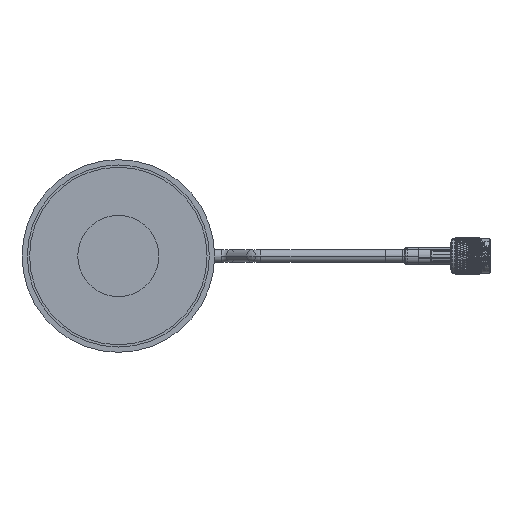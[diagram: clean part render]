
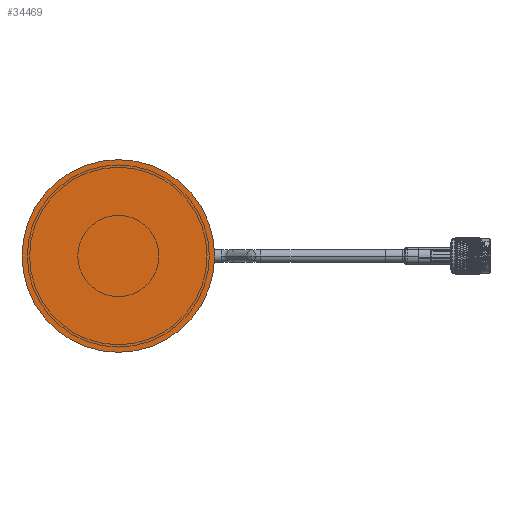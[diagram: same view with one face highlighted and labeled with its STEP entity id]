
A CAD part, front view. The second image highlights one B-rep face of the part: STEP entity #34469.
In plain terms, the highlighted planar face has unit normal (0, -1, 0).
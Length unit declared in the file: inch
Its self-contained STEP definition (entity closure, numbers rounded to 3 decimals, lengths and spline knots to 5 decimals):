
#6625 = CARTESIAN_POINT ( 'NONE',  ( 0., -0.00984, 0. ) ) ;
#7334 = CARTESIAN_POINT ( 'NONE',  ( 0., -0.00984, 1.49606 ) ) ;
#8044 = CARTESIAN_POINT ( 'NONE',  ( 0., -0.00984, 0. ) ) ;
#21097 = AXIS2_PLACEMENT_3D ( 'NONE', #6625, #75560, #58085 ) ;
#22383 = DIRECTION ( 'NONE',  ( 0., 0., -1. ) ) ;
#25604 = FACE_OUTER_BOUND ( 'NONE', #31204, .T. ) ;
#30637 = CIRCLE ( 'NONE', #65807, 1.49606 ) ;
#31204 = EDGE_LOOP ( 'NONE', ( #89843, #49756 ) ) ;
#34469 = ADVANCED_FACE ( 'NONE', ( #25604 ), #97380, .F. ) ;
#41599 = CIRCLE ( 'NONE', #21097, 1.49606 ) ;
#43700 = DIRECTION ( 'NONE',  ( 0., 1., 0. ) ) ;
#47260 = AXIS2_PLACEMENT_3D ( 'NONE', #8044, #43700, #53036 ) ;
#49756 = ORIENTED_EDGE ( 'NONE', *, *, #77544, .F. ) ;
#53036 = DIRECTION ( 'NONE',  ( 0., 0., 1. ) ) ;
#58023 = DIRECTION ( 'NONE',  ( 0., 1., 0. ) ) ;
#58085 = DIRECTION ( 'NONE',  ( 0., 0., -1. ) ) ;
#62012 = EDGE_CURVE ( 'NONE', #70493, #82752, #41599, .T. ) ;
#65807 = AXIS2_PLACEMENT_3D ( 'NONE', #111591, #58023, #22383 ) ;
#70493 = VERTEX_POINT ( 'NONE', #76786 ) ;
#75560 = DIRECTION ( 'NONE',  ( 0., 1., 0. ) ) ;
#76786 = CARTESIAN_POINT ( 'NONE',  ( 0., -0.00984, -1.49606 ) ) ;
#77544 = EDGE_CURVE ( 'NONE', #82752, #70493, #30637, .T. ) ;
#82752 = VERTEX_POINT ( 'NONE', #7334 ) ;
#89843 = ORIENTED_EDGE ( 'NONE', *, *, #62012, .F. ) ;
#97380 = PLANE ( 'NONE',  #47260 ) ;
#111591 = CARTESIAN_POINT ( 'NONE',  ( 0., -0.00984, 0. ) ) ;
